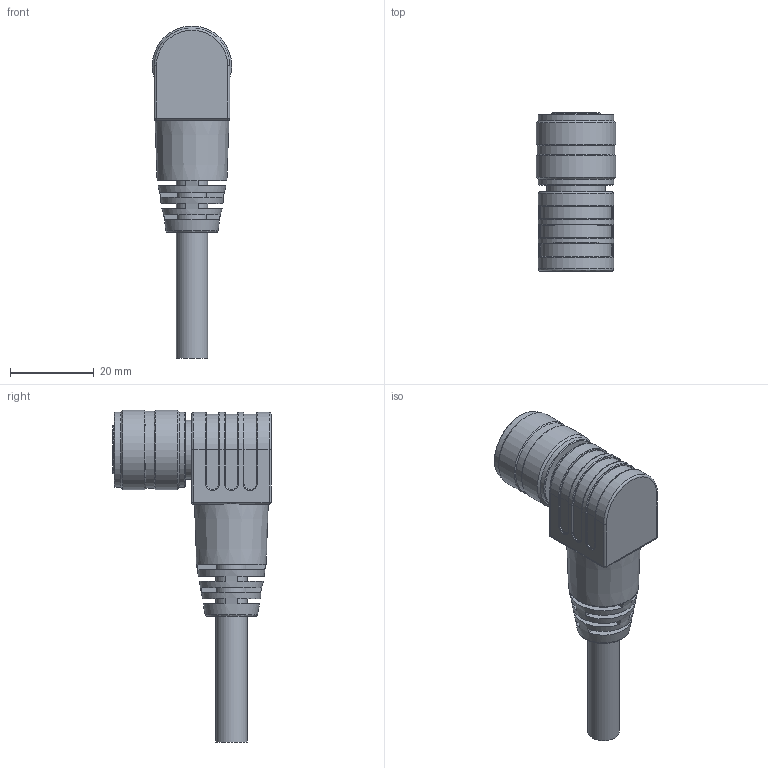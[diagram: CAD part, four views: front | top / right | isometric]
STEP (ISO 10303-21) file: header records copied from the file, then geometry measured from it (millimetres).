
FILE_DESCRIPTION (( 'STEP AP203' ), '1' );
FILE_NAME ('DNLK8-¡ÁP00.STEP', '2021-05-18T08:24:30', ( 'AutoBVT' ), ( 'Microsoft' ), 'SwSTEP 2.0', 'SolidWorks 2017', '' );
FILE_SCHEMA (( 'CONFIG_CONTROL_DESIGN' ));
Length unit declared in the file: millimetre
Products named in the file (1): DNLK8-℅P00
Bounding box: 19 x 37.8 x 79.3 mm (x, y, z)
Volume: 17020.4 mm3; surface area: 7695.6 mm2
Topology: 1 solids, 1 shells, 254 faces, 635 edges, 408 vertices
Faces by surface type: plane 144, cylinder 78, bspline 21, cone 10, torus 1
Full cylindrical faces by diameter (mm): 1.5 x8, 1.6 x8, 2 x8, 7.5 x1, 11.5 x1, 14 x2, 14.4 x1, 17 x1, 18 x2, 18.5 x1, 19 x2
Entity records: 9077 total; most frequent: CARTESIAN_POINT 3337, DIRECTION 1205, ORIENTED_EDGE 1102, EDGE_CURVE 551, AXIS2_PLACEMENT_3D 467, VERTEX_POINT 375, EDGE_LOOP 330, FACE_OUTER_BOUND 290
